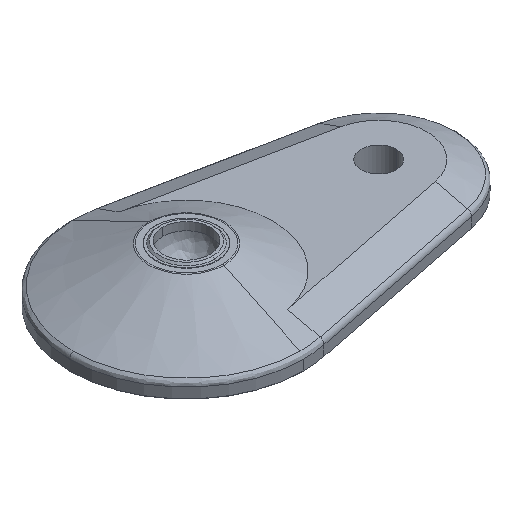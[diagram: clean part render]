
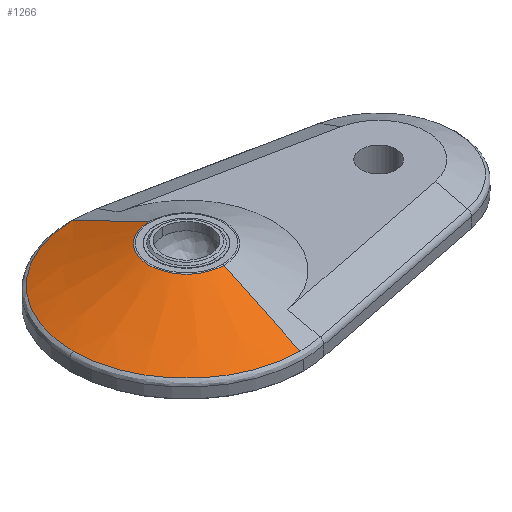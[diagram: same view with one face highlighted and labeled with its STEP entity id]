
A CAD part, isometric view. The second image highlights one B-rep face of the part: STEP entity #1266.
In plain terms, the highlighted conical face has half-angle 64.29 degrees and reference radius 38.368 mm.
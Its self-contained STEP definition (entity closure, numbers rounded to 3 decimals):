
#268 = AXIS2_PLACEMENT_3D ( 'NONE', #1685, #2114, #1662 ) ;
#421 = VERTEX_POINT ( 'NONE', #2154 ) ;
#491 = CARTESIAN_POINT ( 'NONE',  ( 0., 0., 5.545 ) ) ;
#618 = DIRECTION ( 'NONE',  ( 0., 1., 0. ) ) ;
#661 = ORIENTED_EDGE ( 'NONE', *, *, #1468, .F. ) ;
#919 = EDGE_LOOP ( 'NONE', ( #4321, #4135, #4438, #933, #661 ) ) ;
#933 = ORIENTED_EDGE ( 'NONE', *, *, #3680, .F. ) ;
#977 = EDGE_CURVE ( 'NONE', #4159, #5080, #2659, .T. ) ;
#1030 = CARTESIAN_POINT ( 'NONE',  ( 0., 0., 5.545 ) ) ;
#1266 = ADVANCED_FACE ( 'NONE', ( #2928 ), #4747, .T. ) ;
#1333 = DIRECTION ( 'NONE',  ( -1., 0., 0. ) ) ;
#1337 = VECTOR ( 'NONE', #2624, 1000. ) ;
#1421 = CIRCLE ( 'NONE', #4980, 38.368 ) ;
#1468 = EDGE_CURVE ( 'NONE', #2244, #421, #2988, .T. ) ;
#1486 = DIRECTION ( 'NONE',  ( 0., 0., -1. ) ) ;
#1662 = DIRECTION ( 'NONE',  ( -1., 0., 0. ) ) ;
#1685 = CARTESIAN_POINT ( 'NONE',  ( 0., 0., 17.901 ) ) ;
#1776 = DIRECTION ( 'NONE',  ( 0., 0., -1. ) ) ;
#1889 = CARTESIAN_POINT ( 'NONE',  ( 0., 0., 5.545 ) ) ;
#1915 = CARTESIAN_POINT ( 'NONE',  ( 0., -38.368, 5.545 ) ) ;
#2102 = EDGE_CURVE ( 'NONE', #3619, #2244, #5004, .T. ) ;
#2114 = DIRECTION ( 'NONE',  ( 0., 0., -1. ) ) ;
#2154 = CARTESIAN_POINT ( 'NONE',  ( -38.368, 0., 5.545 ) ) ;
#2244 = VERTEX_POINT ( 'NONE', #3776 ) ;
#2624 = DIRECTION ( 'NONE',  ( 0., 0.901, -0.434 ) ) ;
#2659 = LINE ( 'NONE', #3505, #1337 ) ;
#2928 = FACE_OUTER_BOUND ( 'NONE', #919, .T. ) ;
#2988 = CIRCLE ( 'NONE', #4503, 38.368 ) ;
#2996 = CARTESIAN_POINT ( 'NONE',  ( 0., 38.368, 5.545 ) ) ;
#3010 = AXIS2_PLACEMENT_3D ( 'NONE', #1889, #1486, #618 ) ;
#3063 = EDGE_CURVE ( 'NONE', #3619, #4159, #3545, .T. ) ;
#3074 = CARTESIAN_POINT ( 'NONE',  ( 0., 12.706, 17.901 ) ) ;
#3137 = CARTESIAN_POINT ( 'NONE',  ( 0., -12.706, 17.901 ) ) ;
#3505 = CARTESIAN_POINT ( 'NONE',  ( 0., 38.368, 5.545 ) ) ;
#3545 = CIRCLE ( 'NONE', #268, 12.706 ) ;
#3619 = VERTEX_POINT ( 'NONE', #3137 ) ;
#3680 = EDGE_CURVE ( 'NONE', #421, #5080, #1421, .T. ) ;
#3776 = CARTESIAN_POINT ( 'NONE',  ( 0., -38.368, 5.545 ) ) ;
#3956 = DIRECTION ( 'NONE',  ( -1., 0., 0. ) ) ;
#4135 = ORIENTED_EDGE ( 'NONE', *, *, #3063, .T. ) ;
#4159 = VERTEX_POINT ( 'NONE', #3074 ) ;
#4321 = ORIENTED_EDGE ( 'NONE', *, *, #2102, .F. ) ;
#4438 = ORIENTED_EDGE ( 'NONE', *, *, #977, .T. ) ;
#4503 = AXIS2_PLACEMENT_3D ( 'NONE', #491, #1776, #1333 ) ;
#4747 = CONICAL_SURFACE ( 'NONE', #3010, 38.368, 1.122 ) ;
#4834 = DIRECTION ( 'NONE',  ( 0., -0.901, -0.434 ) ) ;
#4886 = DIRECTION ( 'NONE',  ( 0., 0., -1. ) ) ;
#4980 = AXIS2_PLACEMENT_3D ( 'NONE', #1030, #4886, #3956 ) ;
#5004 = LINE ( 'NONE', #1915, #5337 ) ;
#5080 = VERTEX_POINT ( 'NONE', #2996 ) ;
#5337 = VECTOR ( 'NONE', #4834, 1000. ) ;
